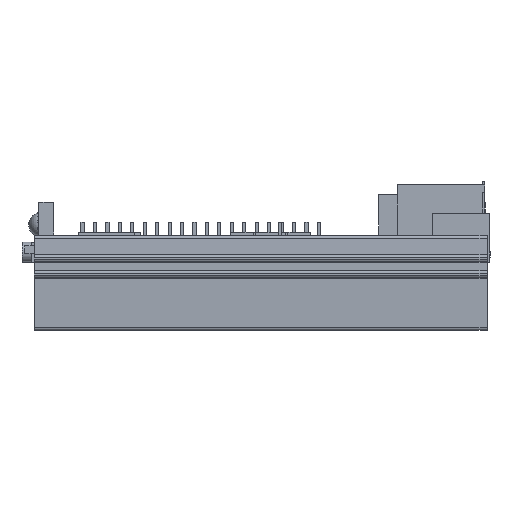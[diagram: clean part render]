
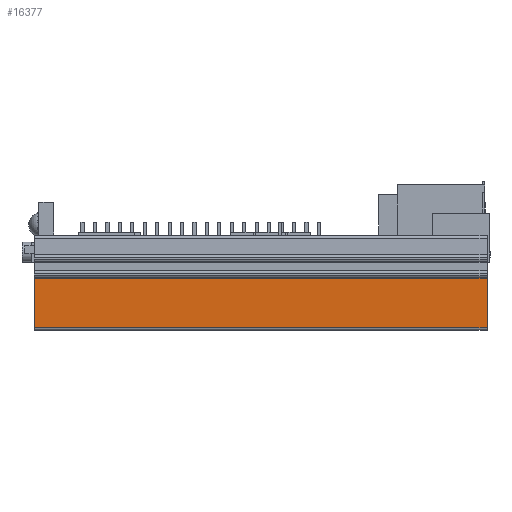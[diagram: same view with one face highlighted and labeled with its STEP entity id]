
A CAD part, left-side view. The second image highlights one B-rep face of the part: STEP entity #16377.
In plain terms, the highlighted planar face has unit normal (-0.999, 0, -0.035).
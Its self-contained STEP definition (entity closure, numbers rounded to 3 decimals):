
#656=FACE_OUTER_BOUND('',#1564,.T.);
#1564=EDGE_LOOP('',(#11185,#11186,#11187,#11188));
#2574=LINE('',#23164,#4703);
#2754=LINE('',#23707,#4883);
#2767=LINE('',#23749,#4896);
#2768=LINE('',#23751,#4897);
#4703=VECTOR('',#18712,1.);
#4883=VECTOR('',#19080,1.);
#4896=VECTOR('',#19133,1.);
#4897=VECTOR('',#19136,1.);
#6835=VERTEX_POINT('',#23161);
#6836=VERTEX_POINT('',#23163);
#7104=VERTEX_POINT('',#23704);
#7105=VERTEX_POINT('',#23706);
#8449=EDGE_CURVE('',#6835,#6836,#2574,.T.);
#8721=EDGE_CURVE('',#7104,#7105,#2754,.T.);
#8743=EDGE_CURVE('',#6835,#7105,#2767,.T.);
#8744=EDGE_CURVE('',#7104,#6836,#2768,.T.);
#11185=ORIENTED_EDGE('',*,*,#8743,.T.);
#11186=ORIENTED_EDGE('',*,*,#8721,.F.);
#11187=ORIENTED_EDGE('',*,*,#8744,.T.);
#11188=ORIENTED_EDGE('',*,*,#8449,.F.);
#15567=PLANE('',#17608);
#16377=ADVANCED_FACE('',(#656),#15567,.T.);
#17608=AXIS2_PLACEMENT_3D('',#23750,#19134,#19135);
#18712=DIRECTION('',(0.035,0.,-0.999));
#19080=DIRECTION('',(-0.035,0.,0.999));
#19133=DIRECTION('',(0.,1.,0.));
#19134=DIRECTION('center_axis',(-0.999,0.,-0.035));
#19135=DIRECTION('ref_axis',(-0.035,0.,0.999));
#19136=DIRECTION('',(0.,-1.,0.));
#23161=CARTESIAN_POINT('',(-28.957,814.,57.157));
#23163=CARTESIAN_POINT('',(-28.608,814.,47.14));
#23164=CARTESIAN_POINT('',(-28.744,814.,51.042));
#23704=CARTESIAN_POINT('',(-28.608,905.,47.14));
#23706=CARTESIAN_POINT('',(-28.957,905.,57.157));
#23707=CARTESIAN_POINT('',(-28.744,905.,51.042));
#23749=CARTESIAN_POINT('',(-28.957,859.5,57.157));
#23750=CARTESIAN_POINT('Origin',(-28.782,859.5,52.148));
#23751=CARTESIAN_POINT('',(-28.608,814.,47.14));
